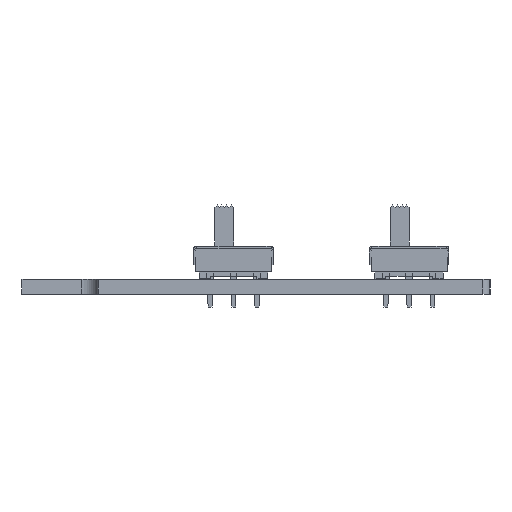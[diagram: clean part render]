
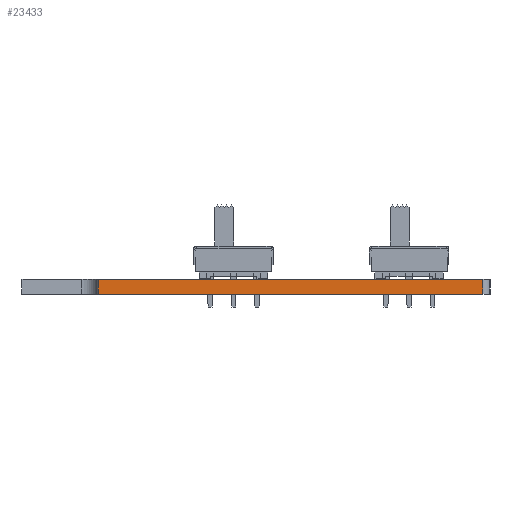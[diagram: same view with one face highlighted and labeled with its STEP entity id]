
A CAD part, left-side view. The second image highlights one B-rep face of the part: STEP entity #23433.
In plain terms, the highlighted planar face has unit normal (-1, 0, 0).
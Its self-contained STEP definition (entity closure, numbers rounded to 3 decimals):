
#13490 = PLANE('',#13491);
#13491 = AXIS2_PLACEMENT_3D('',#13492,#13493,#13494);
#13492 = CARTESIAN_POINT('',(162.558,-105.944,1.6));
#13493 = DIRECTION('',(0.,0.,1.));
#13494 = DIRECTION('',(1.,0.,-0.));
#13544 = PLANE('',#13545);
#13545 = AXIS2_PLACEMENT_3D('',#13546,#13547,#13548);
#13546 = CARTESIAN_POINT('',(162.558,-105.944,0.));
#13547 = DIRECTION('',(0.,0.,1.));
#13548 = DIRECTION('',(1.,0.,-0.));
#15577 = VERTEX_POINT('',#15578);
#15578 = CARTESIAN_POINT('',(120.853,-97.486,0.));
#15593 = CYLINDRICAL_SURFACE('',#15594,1.677);
#15594 = AXIS2_PLACEMENT_3D('',#15595,#15596,#15597);
#15595 = CARTESIAN_POINT('',(120.853,-95.809,0.));
#15596 = DIRECTION('',(-0.,-0.,-1.));
#15597 = DIRECTION('',(1.,0.,-0.));
#15605 = EDGE_CURVE('',#15577,#15606,#15608,.T.);
#15606 = VERTEX_POINT('',#15607);
#15607 = CARTESIAN_POINT('',(120.859,-138.577,0.));
#15608 = SURFACE_CURVE('',#15609,(#15613,#15620),.PCURVE_S1.);
#15609 = LINE('',#15610,#15611);
#15610 = CARTESIAN_POINT('',(120.853,-97.486,0.));
#15611 = VECTOR('',#15612,1.);
#15612 = DIRECTION('',(0.,-1.,0.));
#15613 = PCURVE('',#13544,#15614);
#15614 = DEFINITIONAL_REPRESENTATION('',(#15615),#15619);
#15615 = LINE('',#15616,#15617);
#15616 = CARTESIAN_POINT('',(-41.705,8.458));
#15617 = VECTOR('',#15618,1.);
#15618 = DIRECTION('',(0.,-1.));
#15619 = ( GEOMETRIC_REPRESENTATION_CONTEXT(2) 
PARAMETRIC_REPRESENTATION_CONTEXT() REPRESENTATION_CONTEXT('2D SPACE',''
  ) );
#15620 = PCURVE('',#15621,#15626);
#15621 = PLANE('',#15622);
#15622 = AXIS2_PLACEMENT_3D('',#15623,#15624,#15625);
#15623 = CARTESIAN_POINT('',(120.853,-97.486,0.));
#15624 = DIRECTION('',(1.,0.,-0.));
#15625 = DIRECTION('',(0.,-1.,0.));
#15626 = DEFINITIONAL_REPRESENTATION('',(#15627),#15631);
#15627 = LINE('',#15628,#15629);
#15628 = CARTESIAN_POINT('',(0.,0.));
#15629 = VECTOR('',#15630,1.);
#15630 = DIRECTION('',(1.,0.));
#15631 = ( GEOMETRIC_REPRESENTATION_CONTEXT(2) 
PARAMETRIC_REPRESENTATION_CONTEXT() REPRESENTATION_CONTEXT('2D SPACE',''
  ) );
#15650 = CYLINDRICAL_SURFACE('',#15651,0.762);
#15651 = AXIS2_PLACEMENT_3D('',#15652,#15653,#15654);
#15652 = CARTESIAN_POINT('',(121.621,-138.577,0.));
#15653 = DIRECTION('',(-0.,-0.,-1.));
#15654 = DIRECTION('',(1.,0.,-0.));
#20376 = VERTEX_POINT('',#20377);
#20377 = CARTESIAN_POINT('',(120.853,-97.486,1.6));
#20399 = EDGE_CURVE('',#20376,#20400,#20402,.T.);
#20400 = VERTEX_POINT('',#20401);
#20401 = CARTESIAN_POINT('',(120.859,-138.577,1.6));
#20402 = SURFACE_CURVE('',#20403,(#20407,#20414),.PCURVE_S1.);
#20403 = LINE('',#20404,#20405);
#20404 = CARTESIAN_POINT('',(120.853,-97.486,1.6));
#20405 = VECTOR('',#20406,1.);
#20406 = DIRECTION('',(0.,-1.,0.));
#20407 = PCURVE('',#13490,#20408);
#20408 = DEFINITIONAL_REPRESENTATION('',(#20409),#20413);
#20409 = LINE('',#20410,#20411);
#20410 = CARTESIAN_POINT('',(-41.705,8.458));
#20411 = VECTOR('',#20412,1.);
#20412 = DIRECTION('',(0.,-1.));
#20413 = ( GEOMETRIC_REPRESENTATION_CONTEXT(2) 
PARAMETRIC_REPRESENTATION_CONTEXT() REPRESENTATION_CONTEXT('2D SPACE',''
  ) );
#20414 = PCURVE('',#15621,#20415);
#20415 = DEFINITIONAL_REPRESENTATION('',(#20416),#20420);
#20416 = LINE('',#20417,#20418);
#20417 = CARTESIAN_POINT('',(0.,-1.6));
#20418 = VECTOR('',#20419,1.);
#20419 = DIRECTION('',(1.,0.));
#20420 = ( GEOMETRIC_REPRESENTATION_CONTEXT(2) 
PARAMETRIC_REPRESENTATION_CONTEXT() REPRESENTATION_CONTEXT('2D SPACE',''
  ) );
#23383 = EDGE_CURVE('',#15606,#20400,#23384,.T.);
#23384 = SURFACE_CURVE('',#23385,(#23389,#23396),.PCURVE_S1.);
#23385 = LINE('',#23386,#23387);
#23386 = CARTESIAN_POINT('',(120.859,-138.577,0.));
#23387 = VECTOR('',#23388,1.);
#23388 = DIRECTION('',(0.,0.,1.));
#23389 = PCURVE('',#15650,#23390);
#23390 = DEFINITIONAL_REPRESENTATION('',(#23391),#23395);
#23391 = LINE('',#23392,#23393);
#23392 = CARTESIAN_POINT('',(-3.142,0.));
#23393 = VECTOR('',#23394,1.);
#23394 = DIRECTION('',(-0.,-1.));
#23395 = ( GEOMETRIC_REPRESENTATION_CONTEXT(2) 
PARAMETRIC_REPRESENTATION_CONTEXT() REPRESENTATION_CONTEXT('2D SPACE',''
  ) );
#23396 = PCURVE('',#15621,#23397);
#23397 = DEFINITIONAL_REPRESENTATION('',(#23398),#23402);
#23398 = LINE('',#23399,#23400);
#23399 = CARTESIAN_POINT('',(41.091,0.));
#23400 = VECTOR('',#23401,1.);
#23401 = DIRECTION('',(0.,-1.));
#23402 = ( GEOMETRIC_REPRESENTATION_CONTEXT(2) 
PARAMETRIC_REPRESENTATION_CONTEXT() REPRESENTATION_CONTEXT('2D SPACE',''
  ) );
#23433 = ADVANCED_FACE('',(#23434),#15621,.F.);
#23434 = FACE_BOUND('',#23435,.F.);
#23435 = EDGE_LOOP('',(#23436,#23457,#23458,#23459));
#23436 = ORIENTED_EDGE('',*,*,#23437,.T.);
#23437 = EDGE_CURVE('',#15577,#20376,#23438,.T.);
#23438 = SURFACE_CURVE('',#23439,(#23443,#23450),.PCURVE_S1.);
#23439 = LINE('',#23440,#23441);
#23440 = CARTESIAN_POINT('',(120.853,-97.486,0.));
#23441 = VECTOR('',#23442,1.);
#23442 = DIRECTION('',(0.,0.,1.));
#23443 = PCURVE('',#15621,#23444);
#23444 = DEFINITIONAL_REPRESENTATION('',(#23445),#23449);
#23445 = LINE('',#23446,#23447);
#23446 = CARTESIAN_POINT('',(0.,0.));
#23447 = VECTOR('',#23448,1.);
#23448 = DIRECTION('',(0.,-1.));
#23449 = ( GEOMETRIC_REPRESENTATION_CONTEXT(2) 
PARAMETRIC_REPRESENTATION_CONTEXT() REPRESENTATION_CONTEXT('2D SPACE',''
  ) );
#23450 = PCURVE('',#15593,#23451);
#23451 = DEFINITIONAL_REPRESENTATION('',(#23452),#23456);
#23452 = LINE('',#23453,#23454);
#23453 = CARTESIAN_POINT('',(-4.713,0.));
#23454 = VECTOR('',#23455,1.);
#23455 = DIRECTION('',(-0.,-1.));
#23456 = ( GEOMETRIC_REPRESENTATION_CONTEXT(2) 
PARAMETRIC_REPRESENTATION_CONTEXT() REPRESENTATION_CONTEXT('2D SPACE',''
  ) );
#23457 = ORIENTED_EDGE('',*,*,#20399,.T.);
#23458 = ORIENTED_EDGE('',*,*,#23383,.F.);
#23459 = ORIENTED_EDGE('',*,*,#15605,.F.);
